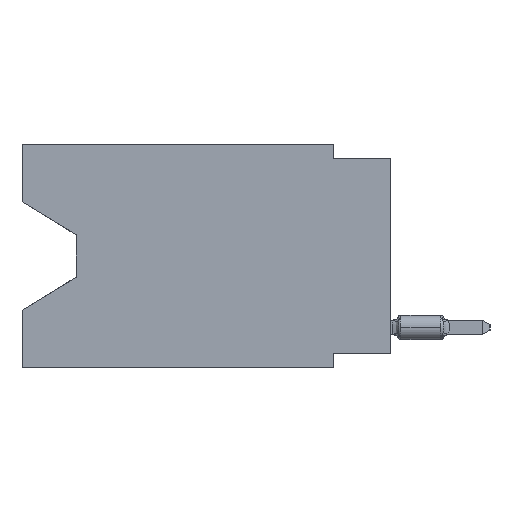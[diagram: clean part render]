
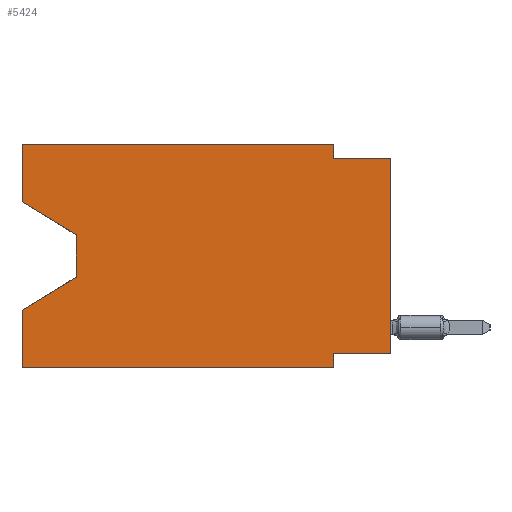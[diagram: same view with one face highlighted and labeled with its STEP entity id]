
A CAD part, left-side view. The second image highlights one B-rep face of the part: STEP entity #5424.
In plain terms, the highlighted planar face has unit normal (-1, 0, 0).
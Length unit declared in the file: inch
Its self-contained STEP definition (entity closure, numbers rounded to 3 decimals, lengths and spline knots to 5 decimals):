
#284 = CARTESIAN_POINT ( 'NONE',  ( 0., 0.645, 0. ) ) ;
#489 = DIRECTION ( 'NONE',  ( 0., -0.855, -0.519 ) ) ;
#572 = VECTOR ( 'NONE', #22177, 39.37008 ) ;
#933 = LINE ( 'NONE', #22823, #10240 ) ;
#1311 = CARTESIAN_POINT ( 'NONE',  ( 0., 0.645, -0.39 ) ) ;
#1574 = EDGE_CURVE ( 'NONE', #8557, #7081, #19308, .T. ) ;
#1639 = EDGE_CURVE ( 'NONE', #23577, #6095, #7025, .T. ) ;
#1705 = PLANE ( 'NONE',  #7940 ) ;
#1758 = VECTOR ( 'NONE', #21461, 39.37008 ) ;
#2546 = VERTEX_POINT ( 'NONE', #14438 ) ;
#2576 = ORIENTED_EDGE ( 'NONE', *, *, #1639, .F. ) ;
#2720 = CARTESIAN_POINT ( 'NONE',  ( 0., 0.1, -0.025 ) ) ;
#2746 = ORIENTED_EDGE ( 'NONE', *, *, #6684, .T. ) ;
#2874 = CARTESIAN_POINT ( 'NONE',  ( 0., 0.55, -0.232 ) ) ;
#2884 = EDGE_CURVE ( 'NONE', #11886, #21216, #14380, .T. ) ;
#3536 = EDGE_CURVE ( 'NONE', #18775, #7081, #15186, .T. ) ;
#4207 = DIRECTION ( 'NONE',  ( 0., 1., 0. ) ) ;
#4638 = ORIENTED_EDGE ( 'NONE', *, *, #1574, .F. ) ;
#4702 = CARTESIAN_POINT ( 'NONE',  ( 0., 0.55, -0.158 ) ) ;
#4856 = LINE ( 'NONE', #14251, #1758 ) ;
#5141 = CARTESIAN_POINT ( 'NONE',  ( 0., 0., -0.365 ) ) ;
#5424 = ADVANCED_FACE ( 'NONE', ( #7382 ), #1705, .F. ) ;
#5664 = ORIENTED_EDGE ( 'NONE', *, *, #2884, .F. ) ;
#5684 = VECTOR ( 'NONE', #21943, 39.37008 ) ;
#5925 = DIRECTION ( 'NONE',  ( 0., 0., -1. ) ) ;
#6095 = VERTEX_POINT ( 'NONE', #23283 ) ;
#6200 = ORIENTED_EDGE ( 'NONE', *, *, #13870, .F. ) ;
#6340 = DIRECTION ( 'NONE',  ( 0., 0., 1. ) ) ;
#6370 = CARTESIAN_POINT ( 'NONE',  ( 0., 0.1, -0.365 ) ) ;
#6431 = DIRECTION ( 'NONE',  ( 0., 0., 1. ) ) ;
#6518 = DIRECTION ( 'NONE',  ( 0., 0., -1. ) ) ;
#6684 = EDGE_CURVE ( 'NONE', #21728, #18775, #19044, .T. ) ;
#7025 = LINE ( 'NONE', #21467, #13346 ) ;
#7081 = VERTEX_POINT ( 'NONE', #16387 ) ;
#7202 = ORIENTED_EDGE ( 'NONE', *, *, #22380, .T. ) ;
#7315 = EDGE_CURVE ( 'NONE', #8557, #21216, #14200, .T. ) ;
#7382 = FACE_OUTER_BOUND ( 'NONE', #9563, .T. ) ;
#7532 = VECTOR ( 'NONE', #6431, 39.37008 ) ;
#7546 = VECTOR ( 'NONE', #6518, 39.37008 ) ;
#7611 = EDGE_CURVE ( 'NONE', #12001, #13354, #933, .T. ) ;
#7743 = LINE ( 'NONE', #9440, #572 ) ;
#7783 = ORIENTED_EDGE ( 'NONE', *, *, #11319, .F. ) ;
#7940 = AXIS2_PLACEMENT_3D ( 'NONE', #284, #22056, #5925 ) ;
#7946 = CARTESIAN_POINT ( 'NONE',  ( 0., 0.645, -0.10025 ) ) ;
#8428 = DIRECTION ( 'NONE',  ( 0., -1., 0. ) ) ;
#8529 = VERTEX_POINT ( 'NONE', #2720 ) ;
#8557 = VERTEX_POINT ( 'NONE', #18872 ) ;
#9440 = CARTESIAN_POINT ( 'NONE',  ( 0., 0.645, 0. ) ) ;
#9563 = EDGE_LOOP ( 'NONE', ( #7202, #2746, #22344, #4638, #10561, #5664, #21782, #11907, #21780, #6200, #7783, #2576 ) ) ;
#10240 = VECTOR ( 'NONE', #6340, 39.37008 ) ;
#10561 = ORIENTED_EDGE ( 'NONE', *, *, #7315, .T. ) ;
#10704 = EDGE_CURVE ( 'NONE', #12001, #11886, #11673, .T. ) ;
#10956 = CARTESIAN_POINT ( 'NONE',  ( 0., 0.1, -0.39 ) ) ;
#11319 = EDGE_CURVE ( 'NONE', #6095, #2546, #7743, .T. ) ;
#11673 = LINE ( 'NONE', #11906, #23203 ) ;
#11886 = VERTEX_POINT ( 'NONE', #6370 ) ;
#11906 = CARTESIAN_POINT ( 'NONE',  ( 0., 0., -0.365 ) ) ;
#11907 = ORIENTED_EDGE ( 'NONE', *, *, #7611, .T. ) ;
#12001 = VERTEX_POINT ( 'NONE', #5141 ) ;
#13057 = CARTESIAN_POINT ( 'NONE',  ( 0., 0.645, -0.10025 ) ) ;
#13253 = LINE ( 'NONE', #7946, #21700 ) ;
#13346 = VECTOR ( 'NONE', #23622, 39.37008 ) ;
#13354 = VERTEX_POINT ( 'NONE', #21611 ) ;
#13870 = EDGE_CURVE ( 'NONE', #2546, #8529, #23620, .T. ) ;
#14200 = LINE ( 'NONE', #1311, #22552 ) ;
#14251 = CARTESIAN_POINT ( 'NONE',  ( 0., 0., -0.025 ) ) ;
#14380 = LINE ( 'NONE', #14511, #15485 ) ;
#14438 = CARTESIAN_POINT ( 'NONE',  ( 0., 0.1, 0. ) ) ;
#14511 = CARTESIAN_POINT ( 'NONE',  ( 0., 0.1, -0.39 ) ) ;
#15186 = LINE ( 'NONE', #2874, #17761 ) ;
#15482 = CARTESIAN_POINT ( 'NONE',  ( 0., 0.55, -0.158 ) ) ;
#15485 = VECTOR ( 'NONE', #21472, 39.37008 ) ;
#16387 = CARTESIAN_POINT ( 'NONE',  ( 0., 0.645, -0.28975 ) ) ;
#17761 = VECTOR ( 'NONE', #20940, 39.37008 ) ;
#18775 = VERTEX_POINT ( 'NONE', #22981 ) ;
#18872 = CARTESIAN_POINT ( 'NONE',  ( 0., 0.645, -0.39 ) ) ;
#19044 = LINE ( 'NONE', #4702, #7546 ) ;
#19080 = CARTESIAN_POINT ( 'NONE',  ( 0., 0.645, 0. ) ) ;
#19308 = LINE ( 'NONE', #19080, #7532 ) ;
#20940 = DIRECTION ( 'NONE',  ( 0., 0.855, -0.519 ) ) ;
#21216 = VERTEX_POINT ( 'NONE', #10956 ) ;
#21461 = DIRECTION ( 'NONE',  ( 0., -1., 0. ) ) ;
#21467 = CARTESIAN_POINT ( 'NONE',  ( 0., 0.645, 0. ) ) ;
#21472 = DIRECTION ( 'NONE',  ( 0., 0., -1. ) ) ;
#21611 = CARTESIAN_POINT ( 'NONE',  ( 0., 0., -0.025 ) ) ;
#21700 = VECTOR ( 'NONE', #489, 39.37008 ) ;
#21728 = VERTEX_POINT ( 'NONE', #15482 ) ;
#21780 = ORIENTED_EDGE ( 'NONE', *, *, #23484, .F. ) ;
#21782 = ORIENTED_EDGE ( 'NONE', *, *, #10704, .F. ) ;
#21943 = DIRECTION ( 'NONE',  ( 0., 0., -1. ) ) ;
#22056 = DIRECTION ( 'NONE',  ( 1., 0., 0. ) ) ;
#22177 = DIRECTION ( 'NONE',  ( 0., -1., 0. ) ) ;
#22344 = ORIENTED_EDGE ( 'NONE', *, *, #3536, .T. ) ;
#22380 = EDGE_CURVE ( 'NONE', #23577, #21728, #13253, .T. ) ;
#22552 = VECTOR ( 'NONE', #8428, 39.37008 ) ;
#22823 = CARTESIAN_POINT ( 'NONE',  ( 0., 0., 0. ) ) ;
#22981 = CARTESIAN_POINT ( 'NONE',  ( 0., 0.55, -0.232 ) ) ;
#23203 = VECTOR ( 'NONE', #4207, 39.37008 ) ;
#23283 = CARTESIAN_POINT ( 'NONE',  ( 0., 0.645, 0. ) ) ;
#23484 = EDGE_CURVE ( 'NONE', #8529, #13354, #4856, .T. ) ;
#23577 = VERTEX_POINT ( 'NONE', #13057 ) ;
#23620 = LINE ( 'NONE', #23751, #5684 ) ;
#23622 = DIRECTION ( 'NONE',  ( 0., 0., 1. ) ) ;
#23751 = CARTESIAN_POINT ( 'NONE',  ( 0., 0.1, 0. ) ) ;
